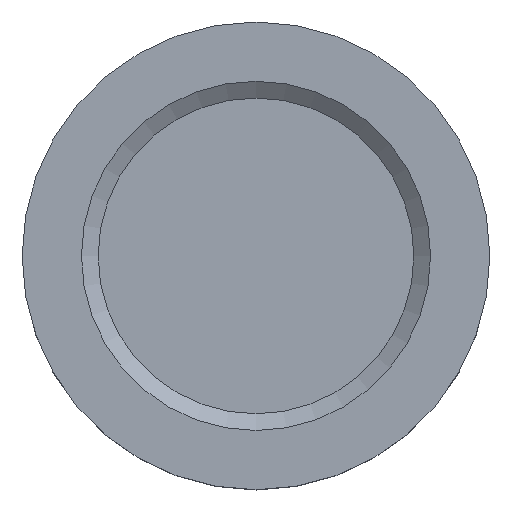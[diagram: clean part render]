
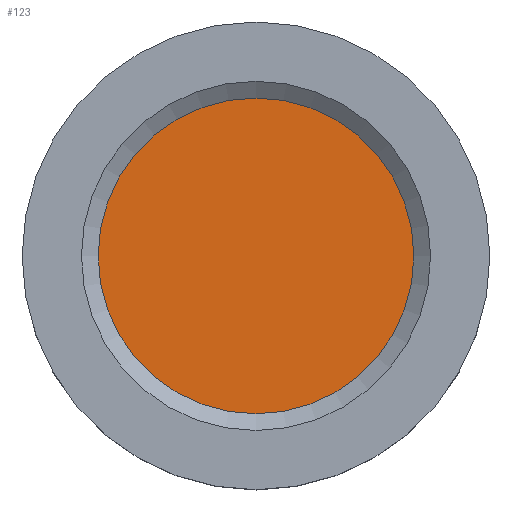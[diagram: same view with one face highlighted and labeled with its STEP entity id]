
A CAD part, top view. The second image highlights one B-rep face of the part: STEP entity #123.
In plain terms, the highlighted planar face has unit normal (0, 0, 1).
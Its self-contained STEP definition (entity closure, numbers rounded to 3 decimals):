
#104=FACE_OUTER_BOUND('',#164,.T.);
#112=PLANE('',#236);
#123=ADVANCED_FACE('',(#104),#112,.T.);
#164=EDGE_LOOP('',(#184));
#184=ORIENTED_EDGE('',*,*,#204,.F.);
#194=VERTEX_POINT('',#309);
#204=EDGE_CURVE('',#194,#194,#214,.T.);
#214=CIRCLE('',#233,6.75);
#233=AXIS2_PLACEMENT_3D('',#308,#273,#274);
#236=AXIS2_PLACEMENT_3D('',#312,#279,#280);
#273=DIRECTION('',(0.,0.,-1.));
#274=DIRECTION('',(1.,0.,0.));
#279=DIRECTION('',(0.,0.,1.));
#280=DIRECTION('',(1.,0.,0.));
#308=CARTESIAN_POINT('',(0.,0.,2.25));
#309=CARTESIAN_POINT('',(6.75,0.,2.25));
#312=CARTESIAN_POINT('',(0.,0.,2.25));
